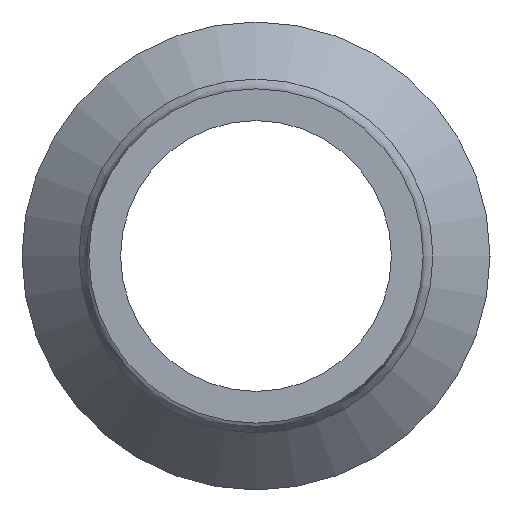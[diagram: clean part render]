
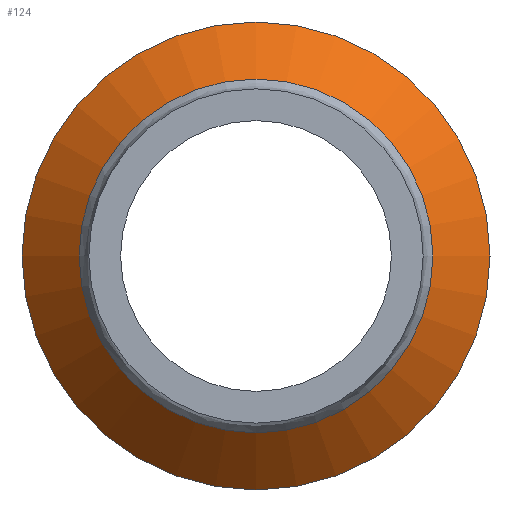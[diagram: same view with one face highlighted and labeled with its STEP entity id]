
A CAD part, left-side view. The second image highlights one B-rep face of the part: STEP entity #124.
In plain terms, the highlighted conical face has half-angle 45 degrees and reference radius 14 mm.
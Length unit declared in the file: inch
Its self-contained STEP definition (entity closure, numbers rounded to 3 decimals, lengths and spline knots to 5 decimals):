
#1 = VERTEX_POINT ( 'NONE', #22 ) ;
#12 = FACE_BOUND ( 'NONE', #72, .T. ) ;
#19 = AXIS2_PLACEMENT_3D ( 'NONE', #54, #391, #301 ) ;
#22 = CARTESIAN_POINT ( 'NONE',  ( 0.84308, 0., 0.41676 ) ) ;
#42 = CIRCLE ( 'NONE', #146, 0.41676 ) ;
#54 = CARTESIAN_POINT ( 'NONE',  ( 0.9775, 0., 0. ) ) ;
#72 = EDGE_LOOP ( 'NONE', ( #264 ) ) ;
#73 = FACE_OUTER_BOUND ( 'NONE', #412, .T. ) ;
#84 = CARTESIAN_POINT ( 'NONE',  ( 0.9775, 0.55118, 0. ) ) ;
#89 = DIRECTION ( 'NONE',  ( 1., 0., 0. ) ) ;
#112 = EDGE_CURVE ( 'NONE', #1, #1, #42, .T. ) ;
#124 = ADVANCED_FACE ( 'NONE', ( #12, #73 ), #235, .T. ) ;
#146 = AXIS2_PLACEMENT_3D ( 'NONE', #232, #89, #176 ) ;
#174 = AXIS2_PLACEMENT_3D ( 'NONE', #288, #410, #217 ) ;
#176 = DIRECTION ( 'NONE',  ( 0., 0., 1. ) ) ;
#195 = CIRCLE ( 'NONE', #174, 0.55118 ) ;
#217 = DIRECTION ( 'NONE',  ( 0., 1., 0. ) ) ;
#232 = CARTESIAN_POINT ( 'NONE',  ( 0.84308, 0., 0. ) ) ;
#235 = CONICAL_SURFACE ( 'NONE', #19, 0.55118, 0.785 ) ;
#264 = ORIENTED_EDGE ( 'NONE', *, *, #112, .T. ) ;
#266 = VERTEX_POINT ( 'NONE', #84 ) ;
#288 = CARTESIAN_POINT ( 'NONE',  ( 0.9775, 0., 0. ) ) ;
#301 = DIRECTION ( 'NONE',  ( 0., 0., -1. ) ) ;
#391 = DIRECTION ( 'NONE',  ( 1., 0., 0. ) ) ;
#392 = EDGE_CURVE ( 'NONE', #266, #266, #195, .T. ) ;
#407 = ORIENTED_EDGE ( 'NONE', *, *, #392, .T. ) ;
#410 = DIRECTION ( 'NONE',  ( -1., 0., 0. ) ) ;
#412 = EDGE_LOOP ( 'NONE', ( #407 ) ) ;
